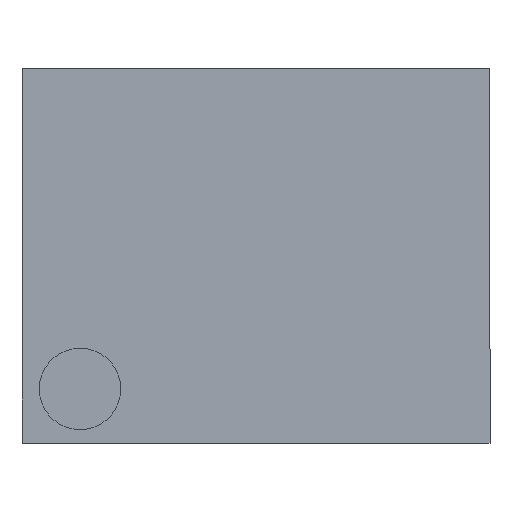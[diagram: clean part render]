
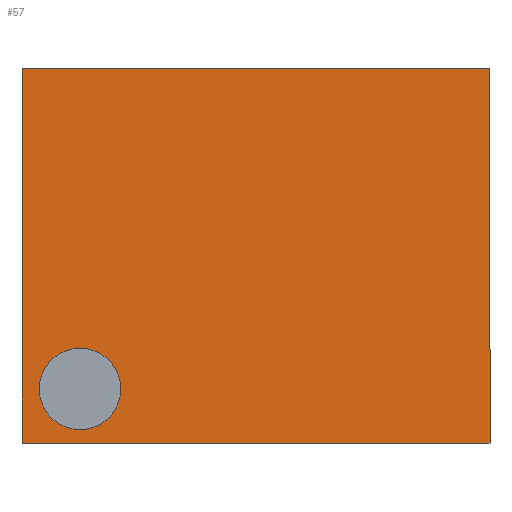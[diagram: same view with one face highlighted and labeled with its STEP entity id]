
A CAD part, top view. The second image highlights one B-rep face of the part: STEP entity #57.
In plain terms, the highlighted planar face has unit normal (0, 0, 1).
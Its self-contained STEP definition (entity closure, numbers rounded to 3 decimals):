
#57 = ADVANCED_FACE ( 'NONE', ( #2530, #197 ), #2581, .T. ) ;
#98 = CARTESIAN_POINT ( 'NONE',  ( -0.578, -0.569, 0.75 ) ) ;
#100 = ORIENTED_EDGE ( 'NONE', *, *, #1099, .T. ) ;
#114 = CARTESIAN_POINT ( 'NONE',  ( 1., -0.8, 0.75 ) ) ;
#135 = CARTESIAN_POINT ( 'NONE',  ( -0.752, -0.569, 0.75 ) ) ;
#173 = DIRECTION ( 'NONE',  ( 1., 0., 0. ) ) ;
#197 = FACE_OUTER_BOUND ( 'NONE', #497, .T. ) ;
#235 = VERTEX_POINT ( 'NONE', #1795 ) ;
#298 = CIRCLE ( 'NONE', #1658, 0.174 ) ;
#340 = VECTOR ( 'NONE', #1685, 1000. ) ;
#375 = CARTESIAN_POINT ( 'NONE',  ( -1., -0.8, 0.75 ) ) ;
#452 = EDGE_CURVE ( 'NONE', #235, #494, #298, .T. ) ;
#459 = ORIENTED_EDGE ( 'NONE', *, *, #912, .T. ) ;
#465 = EDGE_CURVE ( 'NONE', #494, #235, #1155, .T. ) ;
#481 = VERTEX_POINT ( 'NONE', #1380 ) ;
#494 = VERTEX_POINT ( 'NONE', #98 ) ;
#497 = EDGE_LOOP ( 'NONE', ( #459, #100, #1526, #1473 ) ) ;
#564 = CARTESIAN_POINT ( 'NONE',  ( -1., -0.8, 0.75 ) ) ;
#711 = DIRECTION ( 'NONE',  ( 0., 0., 1. ) ) ;
#773 = VECTOR ( 'NONE', #1534, 1000. ) ;
#819 = CARTESIAN_POINT ( 'NONE',  ( -1., 0.8, 0.75 ) ) ;
#912 = EDGE_CURVE ( 'NONE', #2174, #2134, #1739, .T. ) ;
#928 = EDGE_CURVE ( 'NONE', #481, #2461, #1104, .T. ) ;
#972 = LINE ( 'NONE', #564, #2041 ) ;
#1024 = CARTESIAN_POINT ( 'NONE',  ( -1., 0.8, 0.75 ) ) ;
#1091 = EDGE_CURVE ( 'NONE', #2174, #481, #1623, .T. ) ;
#1099 = EDGE_CURVE ( 'NONE', #2134, #2461, #972, .T. ) ;
#1104 = LINE ( 'NONE', #1943, #340 ) ;
#1155 = CIRCLE ( 'NONE', #1947, 0.174 ) ;
#1311 = VECTOR ( 'NONE', #2023, 1000. ) ;
#1380 = CARTESIAN_POINT ( 'NONE',  ( 1., 0.8, 0.75 ) ) ;
#1473 = ORIENTED_EDGE ( 'NONE', *, *, #1091, .F. ) ;
#1526 = ORIENTED_EDGE ( 'NONE', *, *, #928, .F. ) ;
#1534 = DIRECTION ( 'NONE',  ( 0., -1., 0. ) ) ;
#1546 = DIRECTION ( 'NONE',  ( 1., 0., 0. ) ) ;
#1549 = DIRECTION ( 'NONE',  ( 0., 0., 1. ) ) ;
#1560 = DIRECTION ( 'NONE',  ( 0., 0., 1. ) ) ;
#1623 = LINE ( 'NONE', #1024, #1311 ) ;
#1658 = AXIS2_PLACEMENT_3D ( 'NONE', #1957, #1549, #2194 ) ;
#1685 = DIRECTION ( 'NONE',  ( 0., -1., 0. ) ) ;
#1739 = LINE ( 'NONE', #2564, #773 ) ;
#1768 = CARTESIAN_POINT ( 'NONE',  ( 0., 0., 0.75 ) ) ;
#1777 = EDGE_LOOP ( 'NONE', ( #1937, #2195 ) ) ;
#1795 = CARTESIAN_POINT ( 'NONE',  ( -0.926, -0.569, 0.75 ) ) ;
#1801 = AXIS2_PLACEMENT_3D ( 'NONE', #1768, #711, #1546 ) ;
#1937 = ORIENTED_EDGE ( 'NONE', *, *, #465, .F. ) ;
#1943 = CARTESIAN_POINT ( 'NONE',  ( 1., 0.8, 0.75 ) ) ;
#1947 = AXIS2_PLACEMENT_3D ( 'NONE', #135, #1560, #1971 ) ;
#1957 = CARTESIAN_POINT ( 'NONE',  ( -0.752, -0.569, 0.75 ) ) ;
#1971 = DIRECTION ( 'NONE',  ( 1., 0., 0. ) ) ;
#2023 = DIRECTION ( 'NONE',  ( 1., 0., 0. ) ) ;
#2041 = VECTOR ( 'NONE', #173, 1000. ) ;
#2134 = VERTEX_POINT ( 'NONE', #375 ) ;
#2174 = VERTEX_POINT ( 'NONE', #819 ) ;
#2194 = DIRECTION ( 'NONE',  ( 1., 0., 0. ) ) ;
#2195 = ORIENTED_EDGE ( 'NONE', *, *, #452, .F. ) ;
#2461 = VERTEX_POINT ( 'NONE', #114 ) ;
#2530 = FACE_BOUND ( 'NONE', #1777, .T. ) ;
#2564 = CARTESIAN_POINT ( 'NONE',  ( -1., 0.8, 0.75 ) ) ;
#2581 = PLANE ( 'NONE',  #1801 ) ;
